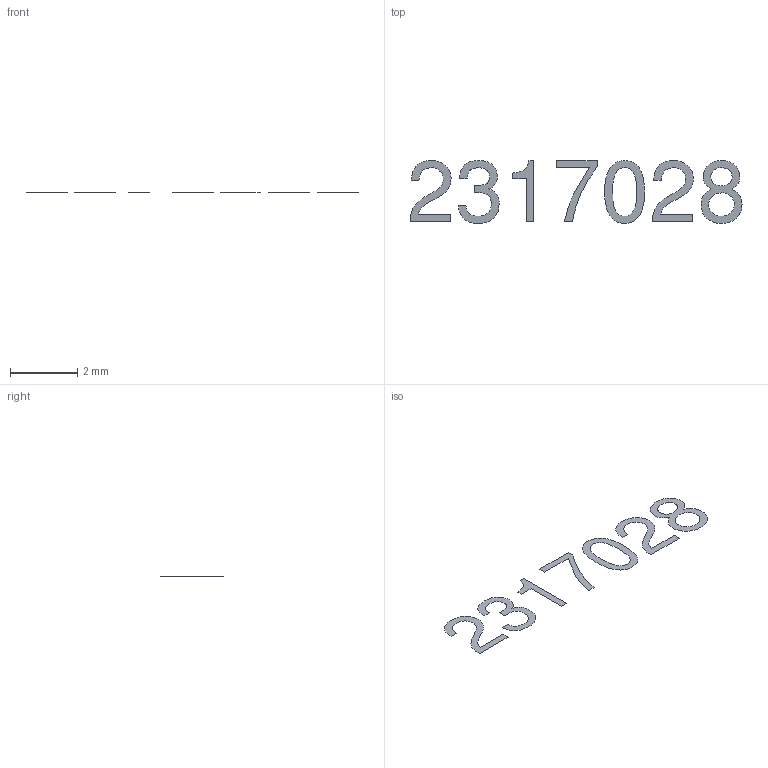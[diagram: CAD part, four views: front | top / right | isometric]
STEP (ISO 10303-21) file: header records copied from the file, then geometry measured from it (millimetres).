
FILE_DESCRIPTION(('FreeCAD Model'),'2;1');
FILE_NAME('Open CASCADE Shape Model','2023-04-29T06:45:25',('Author'),( ''),'Open CASCADE STEP processor 7.5','FreeCAD','Unknown');
FILE_SCHEMA(('AUTOMOTIVE_DESIGN { 1 0 10303 214 1 1 1 1 }'));
Length unit declared in the file: millimetre
Products named in the file (1): Line03
Bounding box: 9.87 x 1.87 x 0 mm (x, y, z)
Surface area: 5.9 mm2 (no closed solid volume)
Topology: 0 solids, 7 shells, 7 faces, 123 edges, 123 vertices
Faces by surface type: plane 7
Entity records: 1141 total; most frequent: CARTESIAN_POINT 444, ORIENTED_EDGE 123, EDGE_CURVE 123, VERTEX_POINT 123, B_SPLINE_CURVE_WITH_KNOTS 95, DIRECTION 44, LINE 28, VECTOR 28
